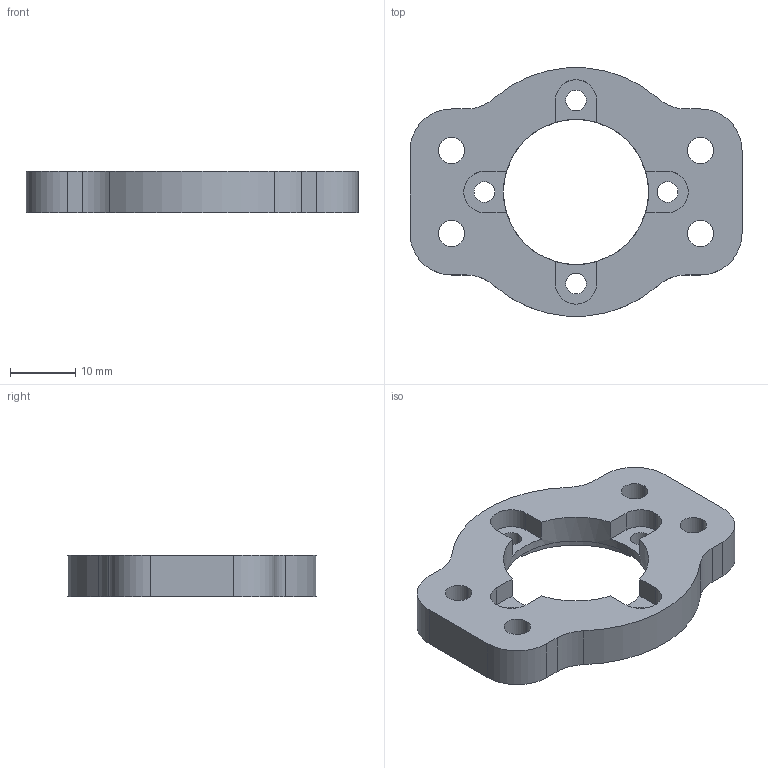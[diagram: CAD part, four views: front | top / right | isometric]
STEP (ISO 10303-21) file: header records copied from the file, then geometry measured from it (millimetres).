
FILE_DESCRIPTION (( 'STEP AP214' ), '1' );
FILE_NAME ('am-5462 NeveRest Orbital Adapter Mount.STEP', '2024-05-29T14:07:42', ( '' ), ( '' ), 'SwSTEP 2.0', 'SolidWorks 2024', '' );
FILE_SCHEMA (( 'AUTOMOTIVE_DESIGN' ));
Length unit declared in the file: inch
Products named in the file (1): am-5462 NeveRest Orbital Adapter Mount
Bounding box: 50.8 x 37.98 x 6.35 mm (x, y, z)
Volume: 6020.4 mm3; surface area: 4027.7 mm2
Topology: 1 solids, 1 shells, 58 faces, 177 edges, 118 vertices
Faces by surface type: cylinder 37, plane 21
Entity records: 2094 total; most frequent: DIRECTION 385, CARTESIAN_POINT 354, ORIENTED_EDGE 354, EDGE_CURVE 177, AXIS2_PLACEMENT_3D 149, VERTEX_POINT 118, CIRCLE 90, LINE 87
